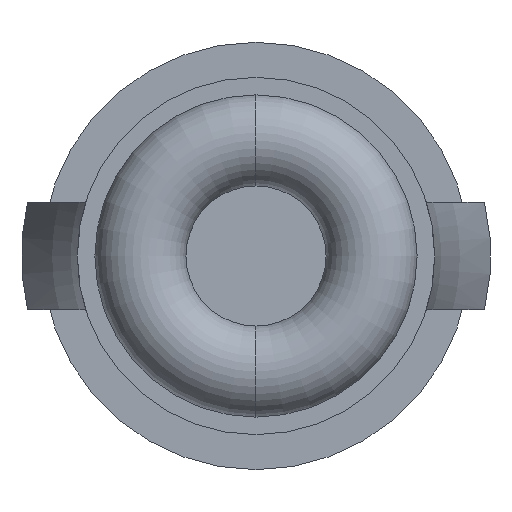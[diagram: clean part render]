
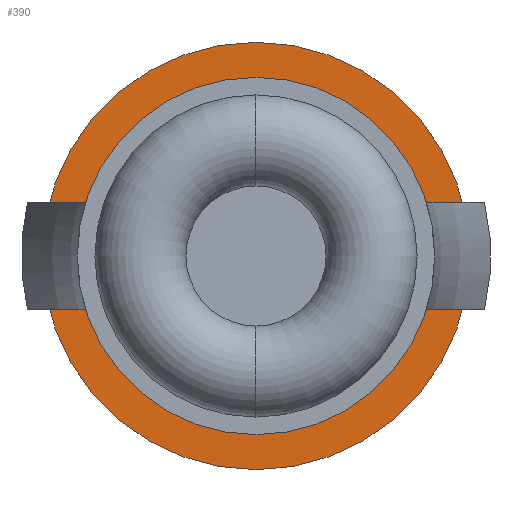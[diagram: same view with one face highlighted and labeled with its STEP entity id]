
A CAD part, left-side view. The second image highlights one B-rep face of the part: STEP entity #390.
In plain terms, the highlighted planar face has unit normal (-1, 0, 0).
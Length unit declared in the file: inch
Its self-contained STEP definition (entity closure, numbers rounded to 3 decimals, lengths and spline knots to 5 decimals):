
#143 = VERTEX_POINT ( 'NONE', #628 ) ;
#144 = VERTEX_POINT ( 'NONE', #614 ) ;
#146 = EDGE_CURVE ( 'NONE', #143, #144, #620, .T. ) ;
#179 = EDGE_CURVE ( 'NONE', #180, #182, #770, .T. ) ;
#180 = VERTEX_POINT ( 'NONE', #663 ) ;
#182 = VERTEX_POINT ( 'NONE', #764 ) ;
#389 = EDGE_LOOP ( 'NONE', ( #518, #520 ) ) ;
#390 = ADVANCED_FACE ( 'NONE', ( #1172, #1182 ), #1212, .T. ) ;
#394 = ORIENTED_EDGE ( 'NONE', *, *, #146, .T. ) ;
#507 = EDGE_LOOP ( 'NONE', ( #394, #510 ) ) ;
#509 = EDGE_CURVE ( 'NONE', #182, #180, #533, .T. ) ;
#510 = ORIENTED_EDGE ( 'NONE', *, *, #511, .T. ) ;
#511 = EDGE_CURVE ( 'NONE', #144, #143, #1068, .T. ) ;
#518 = ORIENTED_EDGE ( 'NONE', *, *, #179, .F. ) ;
#520 = ORIENTED_EDGE ( 'NONE', *, *, #509, .F. ) ;
#524 = CARTESIAN_POINT ( 'NONE',  ( 0.124, 0., 0. ) ) ;
#525 = DIRECTION ( 'NONE',  ( 1., 0., 0. ) ) ;
#527 = AXIS2_PLACEMENT_3D ( 'NONE', #524, #525, #749 ) ;
#533 = CIRCLE ( 'NONE', #527, 0.0305 ) ;
#614 = CARTESIAN_POINT ( 'NONE',  ( 0.124, 0., 0.0255 ) ) ;
#620 = CIRCLE ( 'NONE', #779, 0.0255 ) ;
#628 = CARTESIAN_POINT ( 'NONE',  ( 0.124, 0., -0.0255 ) ) ;
#658 = CARTESIAN_POINT ( 'NONE',  ( 0.124, 0., 0. ) ) ;
#663 = CARTESIAN_POINT ( 'NONE',  ( 0.124, 0., -0.0305 ) ) ;
#749 = DIRECTION ( 'NONE',  ( 0., 0., -1. ) ) ;
#761 = DIRECTION ( 'NONE',  ( 0., 0., -1. ) ) ;
#762 = DIRECTION ( 'NONE',  ( 1., 0., 0. ) ) ;
#763 = AXIS2_PLACEMENT_3D ( 'NONE', #658, #762, #761 ) ;
#764 = CARTESIAN_POINT ( 'NONE',  ( 0.124, 0., 0.0305 ) ) ;
#770 = CIRCLE ( 'NONE', #763, 0.0305 ) ;
#776 = DIRECTION ( 'NONE',  ( 0., 0., -1. ) ) ;
#777 = DIRECTION ( 'NONE',  ( 1., 0., 0. ) ) ;
#778 = CARTESIAN_POINT ( 'NONE',  ( 0.124, 0., 0. ) ) ;
#779 = AXIS2_PLACEMENT_3D ( 'NONE', #778, #777, #776 ) ;
#1052 = AXIS2_PLACEMENT_3D ( 'NONE', #1057, #1061, #1056 ) ;
#1056 = DIRECTION ( 'NONE',  ( 0., 0., -1. ) ) ;
#1057 = CARTESIAN_POINT ( 'NONE',  ( 0.124, 0., 0. ) ) ;
#1061 = DIRECTION ( 'NONE',  ( 1., 0., 0. ) ) ;
#1068 = CIRCLE ( 'NONE', #1052, 0.0255 ) ;
#1090 = AXIS2_PLACEMENT_3D ( 'NONE', #1181, #1180, #1169 ) ;
#1169 = DIRECTION ( 'NONE',  ( 0., 0., 1. ) ) ;
#1172 = FACE_BOUND ( 'NONE', #507, .T. ) ;
#1180 = DIRECTION ( 'NONE',  ( -1., 0., 0. ) ) ;
#1181 = CARTESIAN_POINT ( 'NONE',  ( 0.124, 0.0255, 0. ) ) ;
#1182 = FACE_OUTER_BOUND ( 'NONE', #389, .T. ) ;
#1212 = PLANE ( 'NONE',  #1090 ) ;
